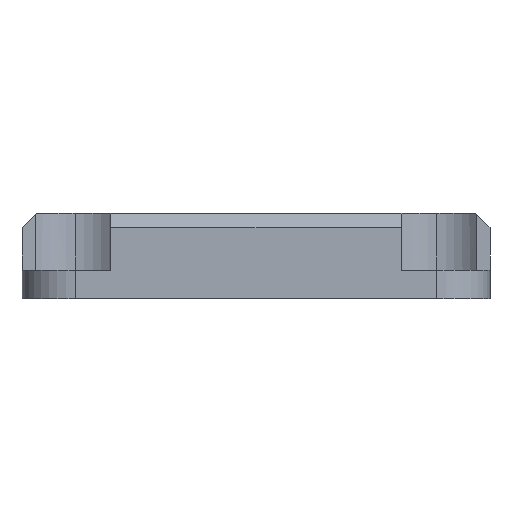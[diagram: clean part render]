
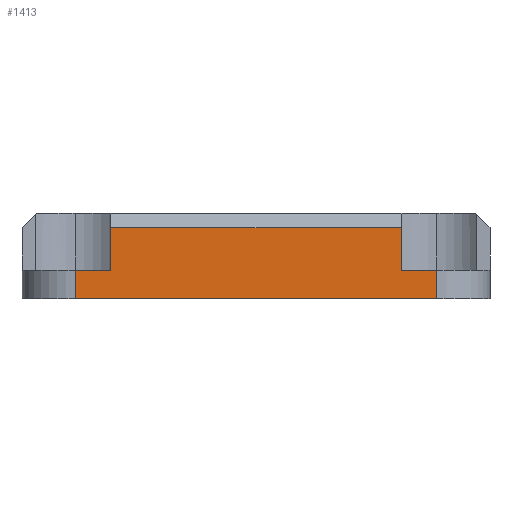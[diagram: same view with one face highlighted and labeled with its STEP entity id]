
A CAD part, left-side view. The second image highlights one B-rep face of the part: STEP entity #1413.
In plain terms, the highlighted planar face has unit normal (-1, 0, 0).
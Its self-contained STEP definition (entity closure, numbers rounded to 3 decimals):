
#77 = CARTESIAN_POINT ( 'NONE',  ( -21.5, 12.75, 6. ) ) ;
#167 = CARTESIAN_POINT ( 'NONE',  ( -21.5, 12.75, 6. ) ) ;
#171 = EDGE_CURVE ( 'NONE', #2151, #664, #960, .T. ) ;
#212 = ORIENTED_EDGE ( 'NONE', *, *, #2031, .T. ) ;
#286 = FACE_OUTER_BOUND ( 'NONE', #2204, .T. ) ;
#311 = DIRECTION ( 'NONE',  ( 0., 1., 0. ) ) ;
#338 = ORIENTED_EDGE ( 'NONE', *, *, #381, .T. ) ;
#346 = CARTESIAN_POINT ( 'NONE',  ( -21.5, -12.75, 6. ) ) ;
#381 = EDGE_CURVE ( 'NONE', #1926, #1399, #1146, .T. ) ;
#419 = DIRECTION ( 'NONE',  ( 0., -1., 0. ) ) ;
#426 = CARTESIAN_POINT ( 'NONE',  ( -21.5, 10.25, -54.203 ) ) ;
#440 = VECTOR ( 'NONE', #1020, 1000. ) ;
#444 = DIRECTION ( 'NONE',  ( 0., 0., -1. ) ) ;
#467 = EDGE_CURVE ( 'NONE', #679, #1405, #2371, .T. ) ;
#520 = ORIENTED_EDGE ( 'NONE', *, *, #171, .F. ) ;
#565 = ORIENTED_EDGE ( 'NONE', *, *, #2281, .F. ) ;
#664 = VERTEX_POINT ( 'NONE', #1548 ) ;
#679 = VERTEX_POINT ( 'NONE', #1581 ) ;
#692 = DIRECTION ( 'NONE',  ( 0., 0., 1. ) ) ;
#701 = EDGE_CURVE ( 'NONE', #2151, #1926, #1639, .T. ) ;
#747 = DIRECTION ( 'NONE',  ( 1., 0., 0. ) ) ;
#771 = VERTEX_POINT ( 'NONE', #1176 ) ;
#778 = CARTESIAN_POINT ( 'NONE',  ( -21.5, 10.25, 2. ) ) ;
#791 = ORIENTED_EDGE ( 'NONE', *, *, #467, .T. ) ;
#894 = ORIENTED_EDGE ( 'NONE', *, *, #1887, .T. ) ;
#922 = PLANE ( 'NONE',  #2185 ) ;
#939 = DIRECTION ( 'NONE',  ( 0., 0., -1. ) ) ;
#960 = LINE ( 'NONE', #426, #440 ) ;
#966 = DIRECTION ( 'NONE',  ( 0., 1., 0. ) ) ;
#1020 = DIRECTION ( 'NONE',  ( 0., 0., 1. ) ) ;
#1107 = VECTOR ( 'NONE', #311, 1000. ) ;
#1146 = LINE ( 'NONE', #77, #1185 ) ;
#1156 = EDGE_CURVE ( 'NONE', #1405, #664, #1419, .T. ) ;
#1176 = CARTESIAN_POINT ( 'NONE',  ( -21.5, -12.75, 0. ) ) ;
#1185 = VECTOR ( 'NONE', #444, 1000. ) ;
#1279 = CARTESIAN_POINT ( 'NONE',  ( -21.5, -10.25, 5. ) ) ;
#1292 = CARTESIAN_POINT ( 'NONE',  ( -21.5, 10.25, 5. ) ) ;
#1328 = CARTESIAN_POINT ( 'NONE',  ( -21.5, -12.75, 2. ) ) ;
#1399 = VERTEX_POINT ( 'NONE', #2117 ) ;
#1405 = VERTEX_POINT ( 'NONE', #1279 ) ;
#1413 = ADVANCED_FACE ( 'NONE', ( #286 ), #922, .F. ) ;
#1419 = LINE ( 'NONE', #1292, #1107 ) ;
#1451 = CARTESIAN_POINT ( 'NONE',  ( -21.5, 12.75, 2. ) ) ;
#1493 = CARTESIAN_POINT ( 'NONE',  ( -21.5, -10.25, 2. ) ) ;
#1509 = VECTOR ( 'NONE', #419, 1000. ) ;
#1548 = CARTESIAN_POINT ( 'NONE',  ( -21.5, 10.25, 5. ) ) ;
#1570 = DIRECTION ( 'NONE',  ( 0., 0., -1. ) ) ;
#1573 = LINE ( 'NONE', #346, #1627 ) ;
#1581 = CARTESIAN_POINT ( 'NONE',  ( -21.5, -10.25, 2. ) ) ;
#1627 = VECTOR ( 'NONE', #1570, 1000. ) ;
#1639 = LINE ( 'NONE', #778, #2423 ) ;
#1698 = VECTOR ( 'NONE', #2052, 1000. ) ;
#1723 = ORIENTED_EDGE ( 'NONE', *, *, #701, .T. ) ;
#1887 = EDGE_CURVE ( 'NONE', #1399, #771, #2037, .T. ) ;
#1926 = VERTEX_POINT ( 'NONE', #1451 ) ;
#1961 = ORIENTED_EDGE ( 'NONE', *, *, #1156, .T. ) ;
#2031 = EDGE_CURVE ( 'NONE', #2155, #679, #2168, .T. ) ;
#2037 = LINE ( 'NONE', #2442, #1509 ) ;
#2052 = DIRECTION ( 'NONE',  ( 0., 1., 0. ) ) ;
#2081 = CARTESIAN_POINT ( 'NONE',  ( -21.5, -10.25, -54.203 ) ) ;
#2117 = CARTESIAN_POINT ( 'NONE',  ( -21.5, 12.75, 0. ) ) ;
#2151 = VERTEX_POINT ( 'NONE', #2528 ) ;
#2155 = VERTEX_POINT ( 'NONE', #1328 ) ;
#2168 = LINE ( 'NONE', #1493, #1698 ) ;
#2185 = AXIS2_PLACEMENT_3D ( 'NONE', #167, #747, #939 ) ;
#2204 = EDGE_LOOP ( 'NONE', ( #791, #1961, #520, #1723, #338, #894, #565, #212 ) ) ;
#2281 = EDGE_CURVE ( 'NONE', #2155, #771, #1573, .T. ) ;
#2337 = VECTOR ( 'NONE', #692, 1000. ) ;
#2371 = LINE ( 'NONE', #2081, #2337 ) ;
#2423 = VECTOR ( 'NONE', #966, 1000. ) ;
#2442 = CARTESIAN_POINT ( 'NONE',  ( -21.5, 12.75, 0. ) ) ;
#2528 = CARTESIAN_POINT ( 'NONE',  ( -21.5, 10.25, 2. ) ) ;
